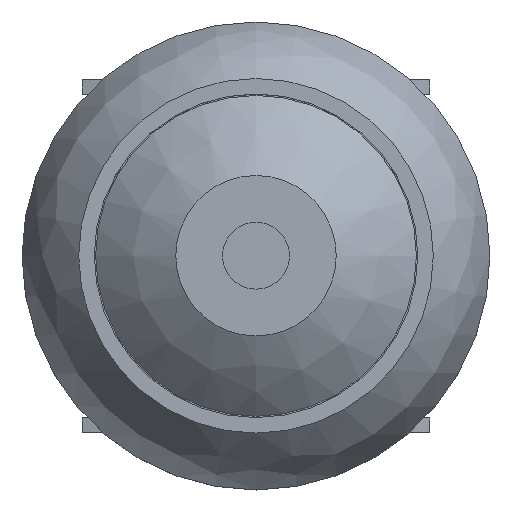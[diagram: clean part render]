
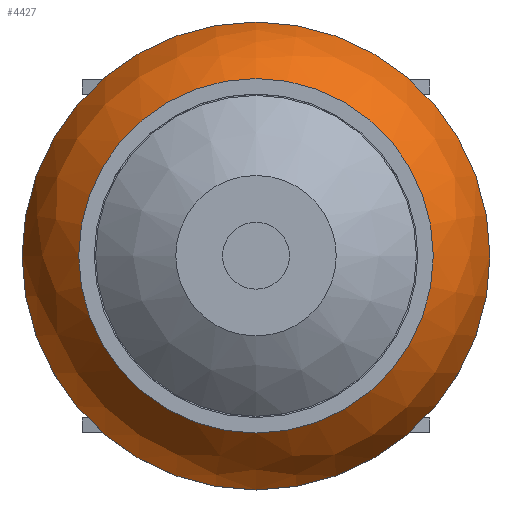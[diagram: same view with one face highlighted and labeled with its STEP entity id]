
A CAD part, top view. The second image highlights one B-rep face of the part: STEP entity #4427.
In plain terms, the highlighted free-form (B-spline) face has degree [2, 2] with [3, 9] control points.
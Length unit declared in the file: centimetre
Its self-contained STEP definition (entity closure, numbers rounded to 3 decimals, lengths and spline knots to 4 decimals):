
#81=(
BOUNDED_SURFACE()
B_SPLINE_SURFACE(2,2,((#7926,#7927,#7928,#7929,#7930,#7931,#7932,#7933,
#7934),(#7935,#7936,#7937,#7938,#7939,#7940,#7941,#7942,#7943),(#7944,#7945,
#7946,#7947,#7948,#7949,#7950,#7951,#7952)),.UNSPECIFIED.,.F.,.T.,.F.)
B_SPLINE_SURFACE_WITH_KNOTS((3,3),(3,2,2,2,3),(-0.8881,-0.2011),
(-3.1416,-1.5708,0.,1.5708,3.1416),
 .UNSPECIFIED.)
GEOMETRIC_REPRESENTATION_ITEM()
RATIONAL_B_SPLINE_SURFACE(((1.,0.707,1.,0.707,1.,
0.707,1.,0.707,1.),(0.942,0.666,
0.942,0.666,0.942,0.666,
0.942,0.666,0.942),(1.,0.707,
1.,0.707,1.,0.707,1.,0.707,1.)))
REPRESENTATION_ITEM('')
SURFACE()
);
#562=FACE_OUTER_BOUND('',#832,.T.);
#832=EDGE_LOOP('',(#4172,#4173,#4174,#4175,#4176));
#1826=CIRCLE('',#4856,0.663);
#1827=CIRCLE('',#4857,0.875);
#1828=CIRCLE('',#4858,0.875);
#1829=CIRCLE('',#4859,0.6075);
#2250=VERTEX_POINT('',#7924);
#2251=VERTEX_POINT('',#7953);
#2252=VERTEX_POINT('',#7954);
#2891=EDGE_CURVE('',#2250,#2250,#1826,.T.);
#2892=EDGE_CURVE('',#2251,#2252,#1827,.T.);
#2893=EDGE_CURVE('',#2252,#2251,#1828,.T.);
#2894=EDGE_CURVE('',#2252,#2250,#1829,.T.);
#4172=ORIENTED_EDGE('',*,*,#2892,.F.);
#4173=ORIENTED_EDGE('',*,*,#2893,.F.);
#4174=ORIENTED_EDGE('',*,*,#2894,.T.);
#4175=ORIENTED_EDGE('',*,*,#2891,.T.);
#4176=ORIENTED_EDGE('',*,*,#2894,.F.);
#4427=ADVANCED_FACE('',(#562),#81,.F.);
#4856=AXIS2_PLACEMENT_3D('',#7925,#6097,#6098);
#4857=AXIS2_PLACEMENT_3D('',#7955,#6099,#6100);
#4858=AXIS2_PLACEMENT_3D('',#7956,#6101,#6102);
#4859=AXIS2_PLACEMENT_3D('',#7957,#6103,#6104);
#6097=DIRECTION('center_axis',(0.,0.,-1.));
#6098=DIRECTION('ref_axis',(-1.,0.,0.));
#6099=DIRECTION('center_axis',(0.,0.,-1.));
#6100=DIRECTION('ref_axis',(-1.,0.,0.));
#6101=DIRECTION('center_axis',(0.,0.,-1.));
#6102=DIRECTION('ref_axis',(-1.,0.,0.));
#6103=DIRECTION('center_axis',(1.,0.,0.));
#6104=DIRECTION('ref_axis',(0.,1.,0.));
#7924=CARTESIAN_POINT('',(0.,0.663,0.5));
#7925=CARTESIAN_POINT('Origin',(0.,0.,0.5));
#7926=CARTESIAN_POINT('Ctrl Pts',(0.,0.663,0.5));
#7927=CARTESIAN_POINT('Ctrl Pts',(0.663,0.663,0.5));
#7928=CARTESIAN_POINT('Ctrl Pts',(0.663,0.,0.5));
#7929=CARTESIAN_POINT('Ctrl Pts',(0.663,-0.663,0.5));
#7930=CARTESIAN_POINT('Ctrl Pts',(0.,-0.663,0.5));
#7931=CARTESIAN_POINT('Ctrl Pts',(-0.663,-0.663,0.5));
#7932=CARTESIAN_POINT('Ctrl Pts',(-0.663,0.,0.5));
#7933=CARTESIAN_POINT('Ctrl Pts',(-0.663,0.663,0.5));
#7934=CARTESIAN_POINT('Ctrl Pts',(0.,0.663,0.5));
#7935=CARTESIAN_POINT('Ctrl Pts',(0.,0.8316,
0.3629));
#7936=CARTESIAN_POINT('Ctrl Pts',(0.8316,0.8316,0.3629));
#7937=CARTESIAN_POINT('Ctrl Pts',(0.8316,0.,
0.3629));
#7938=CARTESIAN_POINT('Ctrl Pts',(0.8316,-0.8316,
0.3629));
#7939=CARTESIAN_POINT('Ctrl Pts',(0.,-0.8316,
0.3629));
#7940=CARTESIAN_POINT('Ctrl Pts',(-0.8316,-0.8316,
0.3629));
#7941=CARTESIAN_POINT('Ctrl Pts',(-0.8316,0.,
0.3629));
#7942=CARTESIAN_POINT('Ctrl Pts',(-0.8316,0.8316,
0.3629));
#7943=CARTESIAN_POINT('Ctrl Pts',(0.,0.8316,
0.3629));
#7944=CARTESIAN_POINT('Ctrl Pts',(0.,0.875,0.15));
#7945=CARTESIAN_POINT('Ctrl Pts',(0.875,0.875,0.15));
#7946=CARTESIAN_POINT('Ctrl Pts',(0.875,0.,0.15));
#7947=CARTESIAN_POINT('Ctrl Pts',(0.875,-0.875,0.15));
#7948=CARTESIAN_POINT('Ctrl Pts',(0.,-0.875,0.15));
#7949=CARTESIAN_POINT('Ctrl Pts',(-0.875,-0.875,0.15));
#7950=CARTESIAN_POINT('Ctrl Pts',(-0.875,0.,0.15));
#7951=CARTESIAN_POINT('Ctrl Pts',(-0.875,0.875,0.15));
#7952=CARTESIAN_POINT('Ctrl Pts',(0.,0.875,0.15));
#7953=CARTESIAN_POINT('',(0.875,0.,0.15));
#7954=CARTESIAN_POINT('',(0.,0.875,0.15));
#7955=CARTESIAN_POINT('Origin',(0.,0.,0.15));
#7956=CARTESIAN_POINT('Origin',(0.,0.,0.15));
#7957=CARTESIAN_POINT('Origin',(0.,0.2797,
0.0287));
